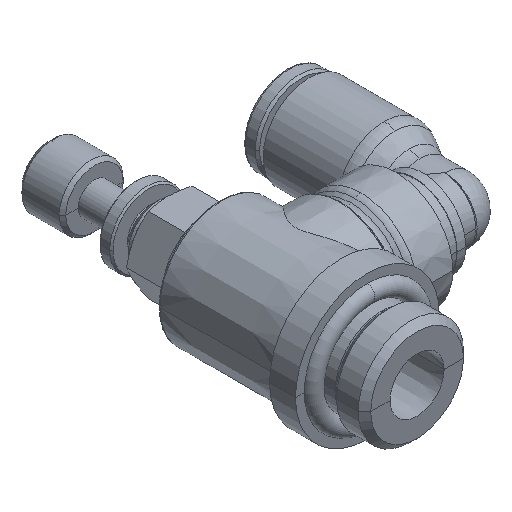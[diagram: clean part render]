
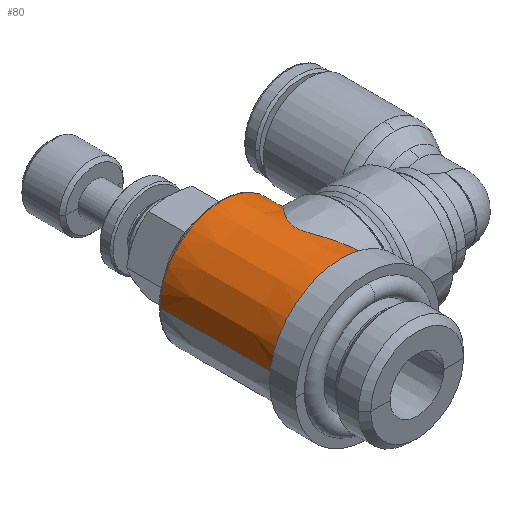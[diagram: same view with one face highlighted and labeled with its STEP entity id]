
A CAD part, isometric view. The second image highlights one B-rep face of the part: STEP entity #80.
In plain terms, the highlighted conical face has half-angle 0 degrees and reference radius 5.697 mm.
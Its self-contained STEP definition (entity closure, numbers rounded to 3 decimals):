
#80=ADVANCED_FACE('',(#273),#274,.T.);
#273=FACE_OUTER_BOUND('',#603,.T.);
#274=CONICAL_SURFACE('',#604,5.697,0.);
#603=EDGE_LOOP('',(#1127,#1128,#1129,#1130,#1131,#1132,#1133,#1134));
#604=AXIS2_PLACEMENT_3D('',#1135,#1136,#1137);
#1127=ORIENTED_EDGE('',*,*,#2266,.F.);
#1128=ORIENTED_EDGE('',*,*,#2267,.T.);
#1129=ORIENTED_EDGE('',*,*,#2188,.T.);
#1130=ORIENTED_EDGE('',*,*,#2268,.F.);
#1131=ORIENTED_EDGE('',*,*,#2269,.T.);
#1132=ORIENTED_EDGE('',*,*,#2270,.T.);
#1133=ORIENTED_EDGE('',*,*,#2177,.F.);
#1134=ORIENTED_EDGE('',*,*,#2271,.F.);
#1135=CARTESIAN_POINT('',(0.0,12.625,0.0));
#1136=DIRECTION('',(-0.0,-1.0,-0.0));
#1137=DIRECTION('',(-1.0,0.0,0.0));
#2177=EDGE_CURVE('',#2614,#2615,#2616,.T.);
#2188=EDGE_CURVE('',#2627,#2635,#2637,.T.);
#2266=EDGE_CURVE('',#2772,#2773,#2774,.T.);
#2267=EDGE_CURVE('',#2772,#2627,#2775,.T.);
#2268=EDGE_CURVE('',#2776,#2635,#2777,.T.);
#2269=EDGE_CURVE('',#2776,#2778,#2779,.T.);
#2270=EDGE_CURVE('',#2778,#2615,#2780,.T.);
#2271=EDGE_CURVE('',#2773,#2614,#2781,.T.);
#2614=VERTEX_POINT('',#3320);
#2615=VERTEX_POINT('',#3321);
#2616=CIRCLE('',#3322,5.697);
#2627=VERTEX_POINT('',#3376);
#2635=VERTEX_POINT('',#3384);
#2637=CIRCLE('',#3386,5.697);
#2772=VERTEX_POINT('',#3595);
#2773=VERTEX_POINT('',#3596);
#2774=LINE('',#3597,#3598);
#2775=CIRCLE('',#3599,5.697);
#2776=VERTEX_POINT('',#3600);
#2777=LINE('',#3601,#3602);
#2778=VERTEX_POINT('',#3603);
#2779=B_SPLINE_CURVE_WITH_KNOTS('',3,(#3604,#3605,#3606,#3607,#3608,#3609,#3610,#3611,#3612,#3613,#3614,#3615,#3616,#3617,#3618,#3619,#3620,#3621,#3622,#3623,#3624,#3625,#3626,#3627,#3628,#3629),.UNSPECIFIED.,.F.,.F.,(4,2,2,2,2,2,2,2,2,2,2,2,4),(0.0,0.168,1.342,1.405,1.43,1.446,1.462,1.484,1.538,1.66,1.997,2.639,3.154),.UNSPECIFIED.);
#2780=B_SPLINE_CURVE_WITH_KNOTS('',3,(#3630,#3631,#3632,#3633,#3634,#3635,#3636,#3637,#3638,#3639,#3640,#3641,#3642,#3643,#3644,#3645,#3646,#3647,#3648,#3649,#3650,#3651,#3652,#3653,#3654,#3655,#3656,#3657,#3658,#3659,#3660,#3661,#3662,#3663,#3664,#3665,#3666,#3667),.UNSPECIFIED.,.F.,.F.,(4,2,2,2,2,2,2,2,2,2,2,2,2,2,2,2,2,2,4),(10.92,12.049,13.178,14.306,15.625,16.944,17.604,18.264,18.923,19.583,20.242,20.902,21.561,22.221,23.54,24.859,25.988,27.116,28.245),.UNSPECIFIED.);
#2781=CIRCLE('',#3668,5.697);
#3320=CARTESIAN_POINT('',(0.,18.1,5.697));
#3321=CARTESIAN_POINT('',(5.551,18.1,1.282));
#3322=AXIS2_PLACEMENT_3D('',#4952,#4953,#4954);
#3376=CARTESIAN_POINT('',(0.,7.15,5.697));
#3384=CARTESIAN_POINT('',(5.697,7.15,0.));
#3386=AXIS2_PLACEMENT_3D('',#4976,#4977,#4978);
#3595=CARTESIAN_POINT('',(-5.697,7.15,0.0));
#3596=CARTESIAN_POINT('',(-5.697,18.1,0.));
#3597=CARTESIAN_POINT('',(-5.697,12.625,0.));
#3598=VECTOR('',#5130,1.0);
#3599=AXIS2_PLACEMENT_3D('',#5131,#5132,#5133);
#3600=CARTESIAN_POINT('',(5.697,7.346,0.));
#3601=CARTESIAN_POINT('',(5.697,12.625,0.));
#3602=VECTOR('',#5134,1.0);
#3603=CARTESIAN_POINT('',(5.557,7.394,1.258));
#3604=CARTESIAN_POINT('',(5.557,7.394,-1.258));
#3605=CARTESIAN_POINT('',(5.569,7.382,-1.205));
#3606=CARTESIAN_POINT('',(5.58,7.372,-1.15));
#3607=CARTESIAN_POINT('',(5.665,7.304,-0.716));
#3608=CARTESIAN_POINT('',(5.693,7.34,-0.36));
#3609=CARTESIAN_POINT('',(5.697,7.346,-0.061));
#3610=CARTESIAN_POINT('',(5.697,7.346,-0.046));
#3611=CARTESIAN_POINT('',(5.697,7.346,-0.025));
#3612=CARTESIAN_POINT('',(5.697,7.346,-0.019));
#3613=CARTESIAN_POINT('',(5.697,7.346,-0.009));
#3614=CARTESIAN_POINT('',(5.697,7.346,-0.005));
#3615=CARTESIAN_POINT('',(5.697,7.346,0.003));
#3616=CARTESIAN_POINT('',(5.697,7.346,0.007));
#3617=CARTESIAN_POINT('',(5.697,7.346,0.016));
#3618=CARTESIAN_POINT('',(5.697,7.346,0.021));
#3619=CARTESIAN_POINT('',(5.697,7.346,0.04));
#3620=CARTESIAN_POINT('',(5.697,7.346,0.052));
#3621=CARTESIAN_POINT('',(5.697,7.345,0.095));
#3622=CARTESIAN_POINT('',(5.696,7.344,0.124));
#3623=CARTESIAN_POINT('',(5.693,7.34,0.235));
#3624=CARTESIAN_POINT('',(5.689,7.336,0.317));
#3625=CARTESIAN_POINT('',(5.671,7.327,0.566));
#3626=CARTESIAN_POINT('',(5.654,7.326,0.722));
#3627=CARTESIAN_POINT('',(5.609,7.348,1.008));
#3628=CARTESIAN_POINT('',(5.584,7.366,1.135));
#3629=CARTESIAN_POINT('',(5.557,7.394,1.258));
#3630=CARTESIAN_POINT('',(5.585,7.365,1.126));
#3631=CARTESIAN_POINT('',(5.51,7.443,1.496));
#3632=CARTESIAN_POINT('',(5.399,7.558,1.855));
#3633=CARTESIAN_POINT('',(5.119,7.85,2.528));
#3634=CARTESIAN_POINT('',(4.949,8.027,2.843));
#3635=CARTESIAN_POINT('',(4.575,8.421,3.413));
#3636=CARTESIAN_POINT('',(4.37,8.638,3.668));
#3637=CARTESIAN_POINT('',(3.92,9.119,4.149));
#3638=CARTESIAN_POINT('',(3.657,9.404,4.382));
#3639=CARTESIAN_POINT('',(3.117,10.005,4.781));
#3640=CARTESIAN_POINT('',(2.84,10.32,4.948));
#3641=CARTESIAN_POINT('',(2.445,10.803,5.148));
#3642=CARTESIAN_POINT('',(2.317,10.965,5.206));
#3643=CARTESIAN_POINT('',(2.075,11.292,5.307));
#3644=CARTESIAN_POINT('',(1.962,11.457,5.35));
#3645=CARTESIAN_POINT('',(1.757,11.796,5.421));
#3646=CARTESIAN_POINT('',(1.666,11.968,5.449));
#3647=CARTESIAN_POINT('',(1.529,12.336,5.489));
#3648=CARTESIAN_POINT('',(1.481,12.53,5.501));
#3649=CARTESIAN_POINT('',(1.481,12.97,5.501));
#3650=CARTESIAN_POINT('',(1.529,13.164,5.489));
#3651=CARTESIAN_POINT('',(1.666,13.532,5.449));
#3652=CARTESIAN_POINT('',(1.757,13.704,5.421));
#3653=CARTESIAN_POINT('',(1.962,14.043,5.35));
#3654=CARTESIAN_POINT('',(2.075,14.208,5.307));
#3655=CARTESIAN_POINT('',(2.317,14.535,5.206));
#3656=CARTESIAN_POINT('',(2.445,14.697,5.148));
#3657=CARTESIAN_POINT('',(2.84,15.18,4.948));
#3658=CARTESIAN_POINT('',(3.117,15.495,4.781));
#3659=CARTESIAN_POINT('',(3.657,16.096,4.382));
#3660=CARTESIAN_POINT('',(3.92,16.381,4.149));
#3661=CARTESIAN_POINT('',(4.37,16.862,3.668));
#3662=CARTESIAN_POINT('',(4.575,17.079,3.413));
#3663=CARTESIAN_POINT('',(4.949,17.473,2.843));
#3664=CARTESIAN_POINT('',(5.119,17.65,2.528));
#3665=CARTESIAN_POINT('',(5.399,17.942,1.855));
#3666=CARTESIAN_POINT('',(5.51,18.057,1.496));
#3667=CARTESIAN_POINT('',(5.585,18.135,1.126));
#3668=AXIS2_PLACEMENT_3D('',#5135,#5136,#5137);
#4952=CARTESIAN_POINT('',(0.0,18.1,0.0));
#4953=DIRECTION('',(0.0,1.0,0.0));
#4954=DIRECTION('',(-1.0,0.0,0.0));
#4976=CARTESIAN_POINT('',(0.0,7.15,0.0));
#4977=DIRECTION('',(0.0,1.0,0.0));
#4978=DIRECTION('',(-1.0,0.0,0.0));
#5130=DIRECTION('',(0.,1.,0.));
#5131=CARTESIAN_POINT('',(0.0,7.15,0.0));
#5132=DIRECTION('',(0.0,1.0,0.0));
#5133=DIRECTION('',(-1.0,0.0,0.0));
#5134=DIRECTION('',(0.,-1.,0.));
#5135=CARTESIAN_POINT('',(0.0,18.1,0.0));
#5136=DIRECTION('',(0.0,1.0,0.0));
#5137=DIRECTION('',(-1.0,0.0,0.0));
